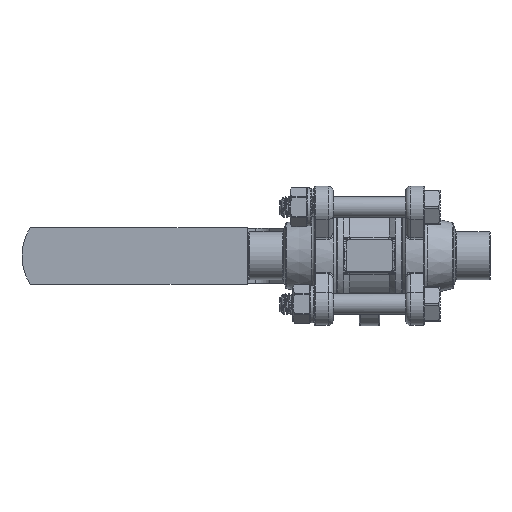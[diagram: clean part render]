
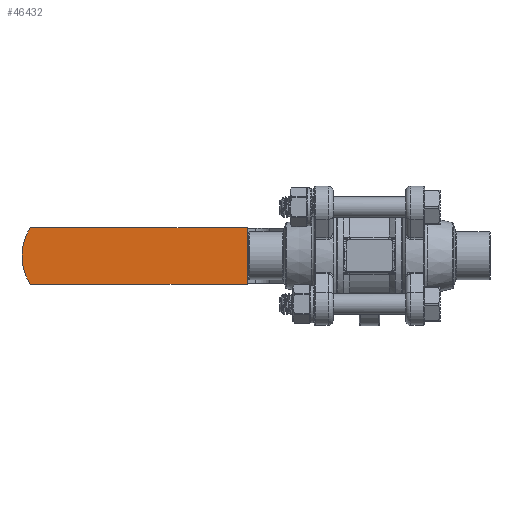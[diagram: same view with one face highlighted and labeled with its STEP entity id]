
A CAD part, front view. The second image highlights one B-rep face of the part: STEP entity #46432.
In plain terms, the highlighted planar face has unit normal (0, -1, 0).
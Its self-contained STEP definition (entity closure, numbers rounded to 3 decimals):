
#46392=CARTESIAN_POINT('',(-35.45,48.56,-0.07));
#46393=DIRECTION('',(0.0,1.0,0.0));
#46394=DIRECTION('',(0.001,0.0,-1.));
#46395=AXIS2_PLACEMENT_3D('',#46392,#46393,#46394);
#46396=PLANE('',#46395);
#46397=CARTESIAN_POINT('',(-35.454,48.56,8.18));
#46398=VERTEX_POINT('',#46397);
#46399=CARTESIAN_POINT('',(-35.445,48.56,-8.32));
#46400=VERTEX_POINT('',#46399);
#46401=CARTESIAN_POINT('',(-35.454,48.56,8.18));
#46402=DIRECTION('',(0.001,0.0,-1.));
#46403=VECTOR('',#46402,16.5);
#46404=LINE('',#46401,#46403);
#46405=EDGE_CURVE('',#46398,#46400,#46404,.T.);
#46406=ORIENTED_EDGE('',*,*,#46405,.F.);
#46407=CARTESIAN_POINT('',(-98.454,48.56,8.143));
#46408=VERTEX_POINT('',#46407);
#46409=CARTESIAN_POINT('',(-98.454,48.56,8.143));
#46410=DIRECTION('',(1.,0.0,0.001));
#46411=VECTOR('',#46410,63.);
#46412=LINE('',#46409,#46411);
#46413=EDGE_CURVE('',#46408,#46398,#46412,.T.);
#46414=ORIENTED_EDGE('',*,*,#46413,.F.);
#46415=CARTESIAN_POINT('',(-98.445,48.56,-8.357));
#46416=VERTEX_POINT('',#46415);
#46417=CARTESIAN_POINT('',(-85.922,48.56,-0.099));
#46418=DIRECTION('',(0.0,1.0,0.0));
#46419=DIRECTION('',(-0.835,0.0,-0.55));
#46420=AXIS2_PLACEMENT_3D('',#46417,#46418,#46419);
#46421=CIRCLE('',#46420,15.);
#46422=EDGE_CURVE('',#46416,#46408,#46421,.T.);
#46423=ORIENTED_EDGE('',*,*,#46422,.F.);
#46424=CARTESIAN_POINT('',(-35.445,48.56,-8.32));
#46425=DIRECTION('',(-1.,0.0,-0.001));
#46426=VECTOR('',#46425,63.);
#46427=LINE('',#46424,#46426);
#46428=EDGE_CURVE('',#46400,#46416,#46427,.T.);
#46429=ORIENTED_EDGE('',*,*,#46428,.F.);
#46430=EDGE_LOOP('',(#46406,#46414,#46423,#46429));
#46431=FACE_OUTER_BOUND('',#46430,.T.);
#46432=ADVANCED_FACE('',(#46431),#46396,.F.);
